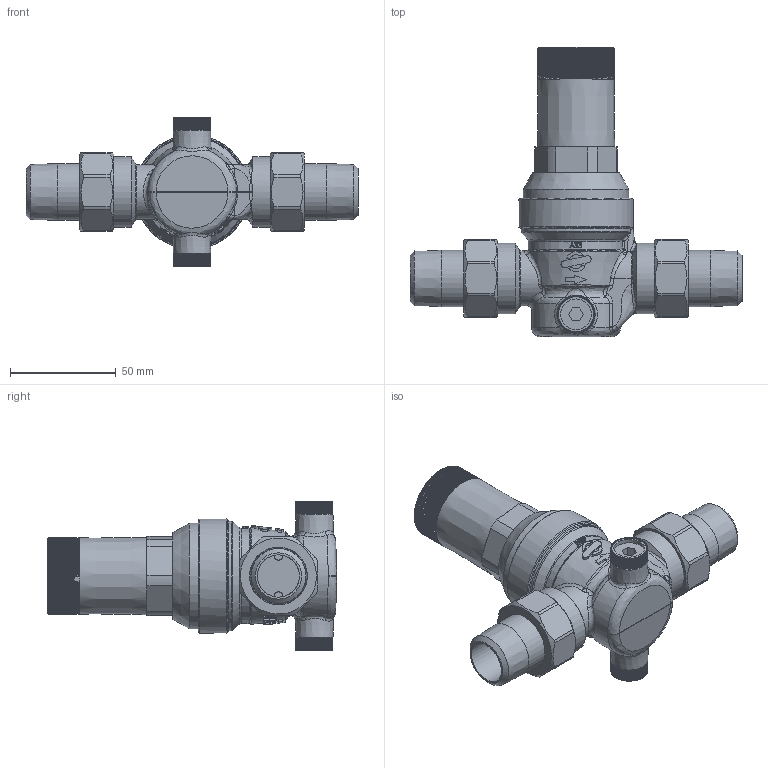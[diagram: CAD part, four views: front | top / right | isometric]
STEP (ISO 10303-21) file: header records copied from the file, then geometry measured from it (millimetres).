
FILE_DESCRIPTION((''),'2;1');
FILE_NAME('004333.stp','2012-11-19T16:36:04',('powierski'),(''),'Autodesk Inventor 2013','Autodesk Inventor 2013','');
FILE_SCHEMA(('AUTOMOTIVE_DESIGN { 1 0 10303 214 1 1 1 1 }'));
Length unit declared in the file: millimetre
Products named in the file (1): 004333_step
Bounding box: 157 x 136.85 x 70.8 mm (x, y, z)
Volume: 270265.7 mm3; surface area: 44066.7 mm2
Topology: 1 solids, 8 shells, 2604 faces, 7094 edges, 4541 vertices
Faces by surface type: plane 1655, cylinder 684, bspline 196, cone 45, torus 20, sphere 4
Full cylindrical faces by diameter (mm): 4 x1, 12 x1, 13 x1, 14.5 x2, 20 x2, 26 x1, 26.8 x2, 27.3 x2, 33.249 x2, 50 x1, 54 x1
Entity records: 90966 total; most frequent: CARTESIAN_POINT 23923, ORIENTED_EDGE 14054, DIRECTION 12774, EDGE_CURVE 7027, VERTEX_POINT 4517, AXIS2_PLACEMENT_3D 4275, VECTOR 4224, LINE 4224
